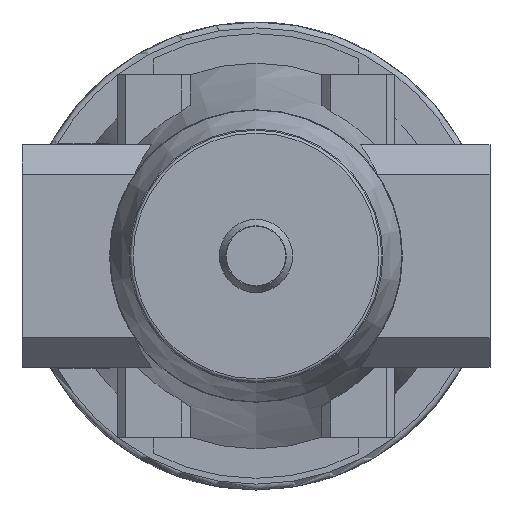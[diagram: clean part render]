
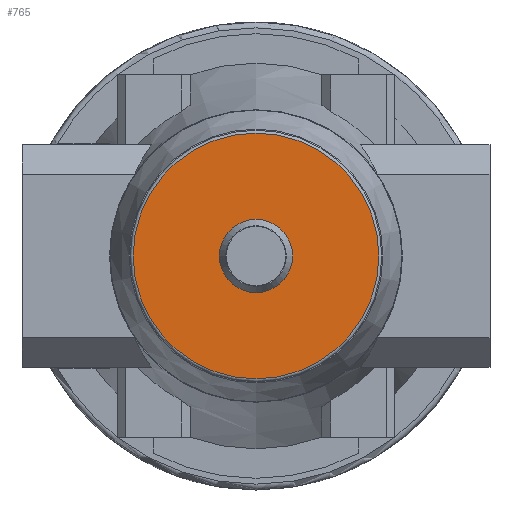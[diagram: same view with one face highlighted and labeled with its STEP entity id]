
A CAD part, front view. The second image highlights one B-rep face of the part: STEP entity #765.
In plain terms, the highlighted planar face has unit normal (0, -1, 0).
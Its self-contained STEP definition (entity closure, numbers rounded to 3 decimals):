
#765 = ADVANCED_FACE( '', ( #1613, #1614 ), #1615, .F. );
#1613 = FACE_BOUND( '', #2491, .T. );
#1614 = FACE_OUTER_BOUND( '', #2492, .T. );
#1615 = PLANE( '', #2493 );
#2491 = EDGE_LOOP( '', ( #4587 ) );
#2492 = EDGE_LOOP( '', ( #4588 ) );
#2493 = AXIS2_PLACEMENT_3D( '', #4589, #4590, #4591 );
#4587 = ORIENTED_EDGE( '', *, *, #5621, .F. );
#4588 = ORIENTED_EDGE( '', *, *, #5725, .T. );
#4589 = CARTESIAN_POINT( '', ( 42., -89., 0. ) );
#4590 = DIRECTION( '', ( 0., 1., 0. ) );
#4591 = DIRECTION( '', ( 0., 0., 1. ) );
#5621 = EDGE_CURVE( '', #6903, #6903, #6904, .T. );
#5725 = EDGE_CURVE( '', #7024, #7024, #7025, .T. );
#6903 = VERTEX_POINT( '', #9259 );
#6904 = CIRCLE( '', #9260, 12.5 );
#7024 = VERTEX_POINT( '', #9417 );
#7025 = CIRCLE( '', #9418, 42. );
#9259 = CARTESIAN_POINT( '', ( 0., -89., -12.5 ) );
#9260 = AXIS2_PLACEMENT_3D( '', #10200, #10201, #10202 );
#9417 = CARTESIAN_POINT( '', ( 0., -89., -42. ) );
#9418 = AXIS2_PLACEMENT_3D( '', #10276, #10277, #10278 );
#10200 = CARTESIAN_POINT( '', ( 0., -89., 0. ) );
#10201 = DIRECTION( '', ( 0., -1., 0. ) );
#10202 = DIRECTION( '', ( 0., 0., -1. ) );
#10276 = CARTESIAN_POINT( '', ( 0., -89., 0. ) );
#10277 = DIRECTION( '', ( 0., -1., 0. ) );
#10278 = DIRECTION( '', ( 0., 0., -1. ) );
